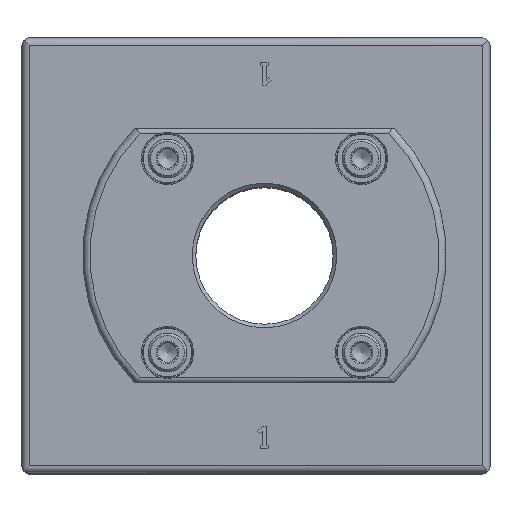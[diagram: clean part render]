
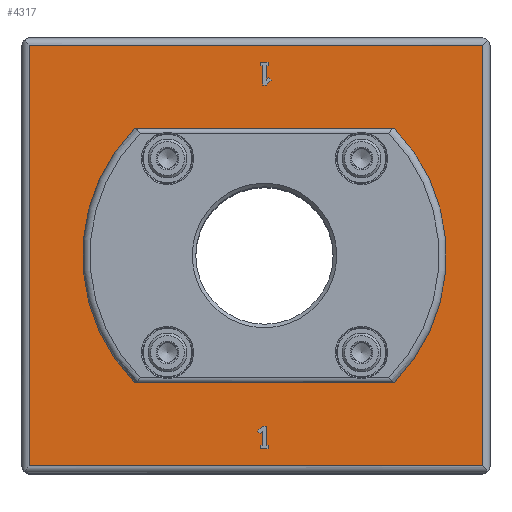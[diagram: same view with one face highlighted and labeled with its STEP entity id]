
A CAD part, top view. The second image highlights one B-rep face of the part: STEP entity #4317.
In plain terms, the highlighted face is planar.
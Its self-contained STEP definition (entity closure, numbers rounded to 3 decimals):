
#308=CIRCLE('',#4631,75.);
#309=CIRCLE('',#4632,75.);
#470=ORIENTED_EDGE('',*,*,#1694,.T.);
#471=ORIENTED_EDGE('',*,*,#1695,.F.);
#472=ORIENTED_EDGE('',*,*,#1696,.F.);
#473=ORIENTED_EDGE('',*,*,#1697,.F.);
#474=ORIENTED_EDGE('',*,*,#1698,.T.);
#475=ORIENTED_EDGE('',*,*,#1699,.F.);
#476=ORIENTED_EDGE('',*,*,#1700,.F.);
#477=ORIENTED_EDGE('',*,*,#1701,.T.);
#478=ORIENTED_EDGE('',*,*,#1702,.T.);
#479=ORIENTED_EDGE('',*,*,#1703,.T.);
#480=ORIENTED_EDGE('',*,*,#1704,.T.);
#481=ORIENTED_EDGE('',*,*,#1705,.T.);
#482=ORIENTED_EDGE('',*,*,#1706,.T.);
#483=ORIENTED_EDGE('',*,*,#1707,.T.);
#484=ORIENTED_EDGE('',*,*,#1708,.T.);
#485=ORIENTED_EDGE('',*,*,#1709,.T.);
#486=ORIENTED_EDGE('',*,*,#1710,.T.);
#487=ORIENTED_EDGE('',*,*,#1711,.T.);
#488=ORIENTED_EDGE('',*,*,#1712,.T.);
#489=ORIENTED_EDGE('',*,*,#1713,.T.);
#490=ORIENTED_EDGE('',*,*,#1714,.T.);
#491=ORIENTED_EDGE('',*,*,#1715,.T.);
#492=ORIENTED_EDGE('',*,*,#1716,.T.);
#493=ORIENTED_EDGE('',*,*,#1717,.T.);
#494=ORIENTED_EDGE('',*,*,#1718,.T.);
#495=ORIENTED_EDGE('',*,*,#1719,.T.);
#496=ORIENTED_EDGE('',*,*,#1720,.T.);
#497=ORIENTED_EDGE('',*,*,#1721,.T.);
#498=ORIENTED_EDGE('',*,*,#1722,.T.);
#499=ORIENTED_EDGE('',*,*,#1723,.T.);
#1694=EDGE_CURVE('',#2306,#2307,#2731,.T.);
#1695=EDGE_CURVE('',#2308,#2307,#308,.T.);
#1696=EDGE_CURVE('',#2309,#2308,#2732,.T.);
#1697=EDGE_CURVE('',#2306,#2309,#309,.T.);
#1698=EDGE_CURVE('',#2310,#2311,#2733,.F.);
#1699=EDGE_CURVE('',#2312,#2311,#2734,.T.);
#1700=EDGE_CURVE('',#2313,#2312,#2735,.F.);
#1701=EDGE_CURVE('',#2313,#2310,#2736,.T.);
#1702=EDGE_CURVE('',#2314,#2315,#2737,.T.);
#1703=EDGE_CURVE('',#2315,#2316,#2738,.T.);
#1704=EDGE_CURVE('',#2316,#2317,#2739,.T.);
#1705=EDGE_CURVE('',#2317,#2318,#2740,.T.);
#1706=EDGE_CURVE('',#2318,#2319,#2741,.T.);
#1707=EDGE_CURVE('',#2319,#2320,#2742,.T.);
#1708=EDGE_CURVE('',#2320,#2321,#2743,.T.);
#1709=EDGE_CURVE('',#2321,#2322,#2744,.T.);
#1710=EDGE_CURVE('',#2322,#2323,#2745,.T.);
#1711=EDGE_CURVE('',#2323,#2324,#2746,.T.);
#1712=EDGE_CURVE('',#2324,#2314,#2747,.T.);
#1713=EDGE_CURVE('',#2325,#2326,#2748,.T.);
#1714=EDGE_CURVE('',#2326,#2327,#2749,.T.);
#1715=EDGE_CURVE('',#2327,#2328,#2750,.T.);
#1716=EDGE_CURVE('',#2328,#2329,#2751,.T.);
#1717=EDGE_CURVE('',#2329,#2330,#2752,.T.);
#1718=EDGE_CURVE('',#2330,#2331,#2753,.T.);
#1719=EDGE_CURVE('',#2331,#2332,#2754,.T.);
#1720=EDGE_CURVE('',#2332,#2333,#2755,.T.);
#1721=EDGE_CURVE('',#2333,#2334,#2756,.T.);
#1722=EDGE_CURVE('',#2334,#2335,#2757,.T.);
#1723=EDGE_CURVE('',#2335,#2325,#2758,.T.);
#2306=VERTEX_POINT('',#6483);
#2307=VERTEX_POINT('',#6484);
#2308=VERTEX_POINT('',#6486);
#2309=VERTEX_POINT('',#6488);
#2310=VERTEX_POINT('',#6491);
#2311=VERTEX_POINT('',#6492);
#2312=VERTEX_POINT('',#6494);
#2313=VERTEX_POINT('',#6496);
#2314=VERTEX_POINT('',#6499);
#2315=VERTEX_POINT('',#6500);
#2316=VERTEX_POINT('',#6502);
#2317=VERTEX_POINT('',#6504);
#2318=VERTEX_POINT('',#6506);
#2319=VERTEX_POINT('',#6508);
#2320=VERTEX_POINT('',#6510);
#2321=VERTEX_POINT('',#6512);
#2322=VERTEX_POINT('',#6514);
#2323=VERTEX_POINT('',#6516);
#2324=VERTEX_POINT('',#6518);
#2325=VERTEX_POINT('',#6521);
#2326=VERTEX_POINT('',#6522);
#2327=VERTEX_POINT('',#6524);
#2328=VERTEX_POINT('',#6526);
#2329=VERTEX_POINT('',#6528);
#2330=VERTEX_POINT('',#6530);
#2331=VERTEX_POINT('',#6532);
#2332=VERTEX_POINT('',#6534);
#2333=VERTEX_POINT('',#6536);
#2334=VERTEX_POINT('',#6538);
#2335=VERTEX_POINT('',#6540);
#2731=LINE('',#6482,#3103);
#2732=LINE('',#6487,#3104);
#2733=LINE('',#6490,#3105);
#2734=LINE('',#6493,#3106);
#2735=LINE('',#6495,#3107);
#2736=LINE('',#6497,#3108);
#2737=LINE('',#6498,#3109);
#2738=LINE('',#6501,#3110);
#2739=LINE('',#6503,#3111);
#2740=LINE('',#6505,#3112);
#2741=LINE('',#6507,#3113);
#2742=LINE('',#6509,#3114);
#2743=LINE('',#6511,#3115);
#2744=LINE('',#6513,#3116);
#2745=LINE('',#6515,#3117);
#2746=LINE('',#6517,#3118);
#2747=LINE('',#6519,#3119);
#2748=LINE('',#6520,#3120);
#2749=LINE('',#6523,#3121);
#2750=LINE('',#6525,#3122);
#2751=LINE('',#6527,#3123);
#2752=LINE('',#6529,#3124);
#2753=LINE('',#6531,#3125);
#2754=LINE('',#6533,#3126);
#2755=LINE('',#6535,#3127);
#2756=LINE('',#6537,#3128);
#2757=LINE('',#6539,#3129);
#2758=LINE('',#6541,#3130);
#3103=VECTOR('',#5126,1000.);
#3104=VECTOR('',#5129,1000.);
#3105=VECTOR('',#5132,1000.);
#3106=VECTOR('',#5133,1000.);
#3107=VECTOR('',#5134,1000.);
#3108=VECTOR('',#5135,1000.);
#3109=VECTOR('',#5136,1000.);
#3110=VECTOR('',#5137,1000.);
#3111=VECTOR('',#5138,1000.);
#3112=VECTOR('',#5139,1000.);
#3113=VECTOR('',#5140,1000.);
#3114=VECTOR('',#5141,1000.);
#3115=VECTOR('',#5142,1000.);
#3116=VECTOR('',#5143,1000.);
#3117=VECTOR('',#5144,1000.);
#3118=VECTOR('',#5145,1000.);
#3119=VECTOR('',#5146,1000.);
#3120=VECTOR('',#5147,1000.);
#3121=VECTOR('',#5148,1000.);
#3122=VECTOR('',#5149,1000.);
#3123=VECTOR('',#5150,1000.);
#3124=VECTOR('',#5151,1000.);
#3125=VECTOR('',#5152,1000.);
#3126=VECTOR('',#5153,1000.);
#3127=VECTOR('',#5154,1000.);
#3128=VECTOR('',#5155,1000.);
#3129=VECTOR('',#5156,1000.);
#3130=VECTOR('',#5157,1000.);
#3475=EDGE_LOOP('',(#470,#471,#472,#473));
#3476=EDGE_LOOP('',(#474,#475,#476,#477));
#3477=EDGE_LOOP('',(#478,#479,#480,#481,#482,#483,#484,#485,#486,#487,#488));
#3478=EDGE_LOOP('',(#489,#490,#491,#492,#493,#494,#495,#496,#497,#498,#499));
#3825=FACE_BOUND('',#3475,.T.);
#3826=FACE_BOUND('',#3476,.T.);
#3827=FACE_BOUND('',#3477,.T.);
#3828=FACE_BOUND('',#3478,.T.);
#4180=PLANE('',#4630);
#4317=ADVANCED_FACE('',(#3825,#3826,#3827,#3828),#4180,.T.);
#4630=AXIS2_PLACEMENT_3D('',#6481,#5124,#5125);
#4631=AXIS2_PLACEMENT_3D('',#6485,#5127,#5128);
#4632=AXIS2_PLACEMENT_3D('',#6489,#5130,#5131);
#5124=DIRECTION('',(1.,0.,0.));
#5125=DIRECTION('',(0.,0.,-1.));
#5126=DIRECTION('',(0.,0.,-1.));
#5127=DIRECTION('',(1.,0.,0.));
#5128=DIRECTION('',(0.,0.,-1.));
#5129=DIRECTION('',(0.,0.,-1.));
#5130=DIRECTION('',(1.,0.,0.));
#5131=DIRECTION('',(0.,0.,-1.));
#5132=DIRECTION('',(0.,-1.,0.));
#5133=DIRECTION('',(0.,0.,-1.));
#5134=DIRECTION('',(0.,-1.,0.));
#5135=DIRECTION('',(0.,0.,-1.));
#5136=DIRECTION('',(0.,0.707,0.707));
#5137=DIRECTION('',(0.,0.707,-0.707));
#5138=DIRECTION('',(0.,0.,-1.));
#5139=DIRECTION('',(0.,-1.,0.));
#5140=DIRECTION('',(0.,0.,-1.));
#5141=DIRECTION('',(0.,-1.,0.));
#5142=DIRECTION('',(0.,0.,1.));
#5143=DIRECTION('',(0.,1.,0.));
#5144=DIRECTION('',(0.,0.,-1.));
#5145=DIRECTION('',(0.,1.,0.));
#5146=DIRECTION('',(0.,-0.707,0.707));
#5147=DIRECTION('',(0.,0.,1.));
#5148=DIRECTION('',(0.,1.,0.));
#5149=DIRECTION('',(0.,0.,-1.));
#5150=DIRECTION('',(0.,-1.,0.));
#5151=DIRECTION('',(0.,0.,1.));
#5152=DIRECTION('',(0.,-1.,0.));
#5153=DIRECTION('',(0.,0.707,-0.707));
#5154=DIRECTION('',(0.,-0.707,-0.707));
#5155=DIRECTION('',(0.,-0.707,0.707));
#5156=DIRECTION('',(0.,0.,1.));
#5157=DIRECTION('',(0.,1.,0.));
#6481=CARTESIAN_POINT('',(30.,86.75,97.));
#6482=CARTESIAN_POINT('',(30.,52.5,77.5));
#6483=CARTESIAN_POINT('',(30.,52.5,53.561));
#6484=CARTESIAN_POINT('',(30.,52.5,-53.561));
#6485=CARTESIAN_POINT('',(30.,0.,0.));
#6486=CARTESIAN_POINT('',(30.,-52.5,-53.561));
#6487=CARTESIAN_POINT('',(30.,-52.5,77.5));
#6488=CARTESIAN_POINT('',(30.,-52.5,53.561));
#6489=CARTESIAN_POINT('',(30.,0.,0.));
#6490=CARTESIAN_POINT('',(30.,90.,-90.));
#6491=CARTESIAN_POINT('',(30.,-86.75,-90.));
#6492=CARTESIAN_POINT('',(30.,86.75,-90.));
#6493=CARTESIAN_POINT('',(30.,86.75,100.));
#6494=CARTESIAN_POINT('',(30.,86.75,97.));
#6495=CARTESIAN_POINT('',(30.,90.,97.));
#6496=CARTESIAN_POINT('',(30.,-86.75,97.));
#6497=CARTESIAN_POINT('',(30.,-86.75,100.));
#6498=CARTESIAN_POINT('',(30.,54.299,129.451));
#6499=CARTESIAN_POINT('',(30.,-73.401,1.75));
#6500=CARTESIAN_POINT('',(30.,-72.376,2.776));
#6501=CARTESIAN_POINT('',(30.,-39.925,-29.675));
#6502=CARTESIAN_POINT('',(30.,-70.325,0.725));
#6503=CARTESIAN_POINT('',(30.,-70.325,97.));
#6504=CARTESIAN_POINT('',(30.,-70.325,-0.725));
#6505=CARTESIAN_POINT('',(30.,86.75,-0.725));
#6506=CARTESIAN_POINT('',(30.,-78.3,-0.725));
#6507=CARTESIAN_POINT('',(30.,-78.3,97.));
#6508=CARTESIAN_POINT('',(30.,-78.3,-1.45));
#6509=CARTESIAN_POINT('',(30.,86.75,-1.45));
#6510=CARTESIAN_POINT('',(30.,-79.75,-1.45));
#6511=CARTESIAN_POINT('',(30.,-79.75,97.));
#6512=CARTESIAN_POINT('',(30.,-79.75,1.45));
#6513=CARTESIAN_POINT('',(30.,86.75,1.45));
#6514=CARTESIAN_POINT('',(30.,-78.3,1.45));
#6515=CARTESIAN_POINT('',(30.,-78.3,97.));
#6516=CARTESIAN_POINT('',(30.,-78.3,0.725));
#6517=CARTESIAN_POINT('',(30.,86.75,0.725));
#6518=CARTESIAN_POINT('',(30.,-72.376,0.725));
#6519=CARTESIAN_POINT('',(30.,-40.95,-30.7));
#6520=CARTESIAN_POINT('',(30.,78.3,97.));
#6521=CARTESIAN_POINT('',(30.,78.3,0.725));
#6522=CARTESIAN_POINT('',(30.,78.3,1.45));
#6523=CARTESIAN_POINT('',(30.,86.75,1.45));
#6524=CARTESIAN_POINT('',(30.,79.75,1.45));
#6525=CARTESIAN_POINT('',(30.,79.75,97.));
#6526=CARTESIAN_POINT('',(30.,79.75,-1.45));
#6527=CARTESIAN_POINT('',(30.,86.75,-1.45));
#6528=CARTESIAN_POINT('',(30.,78.3,-1.45));
#6529=CARTESIAN_POINT('',(30.,78.3,97.));
#6530=CARTESIAN_POINT('',(30.,78.3,-0.725));
#6531=CARTESIAN_POINT('',(30.,86.75,-0.725));
#6532=CARTESIAN_POINT('',(30.,72.376,-0.725));
#6533=CARTESIAN_POINT('',(30.,30.7,40.95));
#6534=CARTESIAN_POINT('',(30.,73.401,-1.75));
#6535=CARTESIAN_POINT('',(30.,129.451,54.299));
#6536=CARTESIAN_POINT('',(30.,72.376,-2.776));
#6537=CARTESIAN_POINT('',(30.,29.675,39.925));
#6538=CARTESIAN_POINT('',(30.,70.325,-0.725));
#6539=CARTESIAN_POINT('',(30.,70.325,97.));
#6540=CARTESIAN_POINT('',(30.,70.325,0.725));
#6541=CARTESIAN_POINT('',(30.,86.75,0.725));
